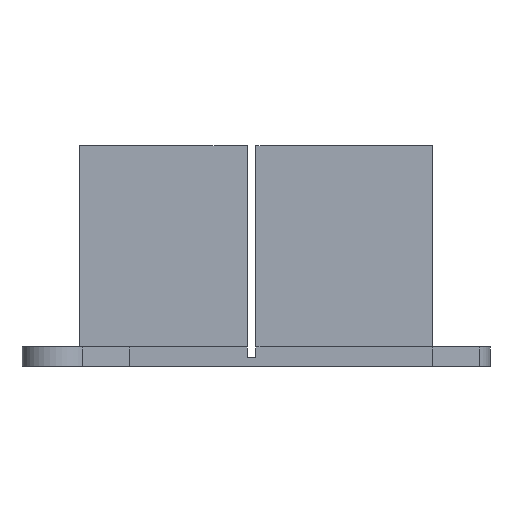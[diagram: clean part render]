
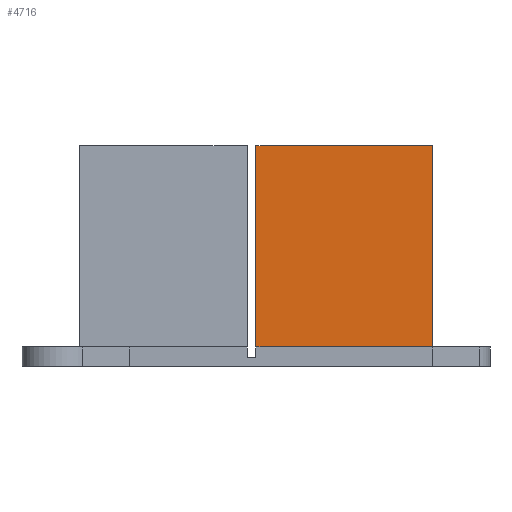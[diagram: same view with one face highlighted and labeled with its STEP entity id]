
A CAD part, front view. The second image highlights one B-rep face of the part: STEP entity #4716.
In plain terms, the highlighted planar face has unit normal (0, -1, 0).
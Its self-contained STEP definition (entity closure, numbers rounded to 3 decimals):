
#3221 = VERTEX_POINT('',#3222);
#3222 = CARTESIAN_POINT('',(40.,0.5,2.2));
#3245 = VERTEX_POINT('',#3246);
#3246 = CARTESIAN_POINT('',(20.,0.5,2.2));
#3254 = EDGE_CURVE('',#3221,#3245,#3255,.T.);
#3255 = LINE('',#3256,#3257);
#3256 = CARTESIAN_POINT('',(0.,0.5,2.2));
#3257 = VECTOR('',#3258,1.);
#3258 = DIRECTION('',(-1.,0.,0.));
#3784 = VERTEX_POINT('',#3785);
#3785 = CARTESIAN_POINT('',(20.,0.5,25.));
#3791 = EDGE_CURVE('',#3784,#3245,#3792,.T.);
#3792 = LINE('',#3793,#3794);
#3793 = CARTESIAN_POINT('',(20.,0.5,0.5));
#3794 = VECTOR('',#3795,1.);
#3795 = DIRECTION('',(0.,0.,-1.));
#4716 = ADVANCED_FACE('',(#4717),#4735,.F.);
#4717 = FACE_BOUND('',#4718,.F.);
#4718 = EDGE_LOOP('',(#4719,#4720,#4728,#4734));
#4719 = ORIENTED_EDGE('',*,*,#3791,.F.);
#4720 = ORIENTED_EDGE('',*,*,#4721,.T.);
#4721 = EDGE_CURVE('',#3784,#4722,#4724,.T.);
#4722 = VERTEX_POINT('',#4723);
#4723 = CARTESIAN_POINT('',(40.,0.5,25.));
#4724 = LINE('',#4725,#4726);
#4725 = CARTESIAN_POINT('',(0.,0.5,25.));
#4726 = VECTOR('',#4727,1.);
#4727 = DIRECTION('',(1.,0.,0.));
#4728 = ORIENTED_EDGE('',*,*,#4729,.F.);
#4729 = EDGE_CURVE('',#3221,#4722,#4730,.T.);
#4730 = LINE('',#4731,#4732);
#4731 = CARTESIAN_POINT('',(40.,0.5,0.));
#4732 = VECTOR('',#4733,1.);
#4733 = DIRECTION('',(0.,0.,1.));
#4734 = ORIENTED_EDGE('',*,*,#3254,.T.);
#4735 = PLANE('',#4736);
#4736 = AXIS2_PLACEMENT_3D('',#4737,#4738,#4739);
#4737 = CARTESIAN_POINT('',(0.,0.5,0.));
#4738 = DIRECTION('',(0.,1.,0.));
#4739 = DIRECTION('',(0.,0.,1.));
